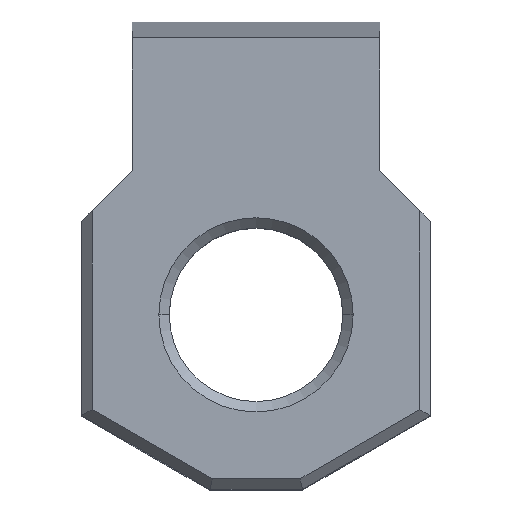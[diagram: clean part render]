
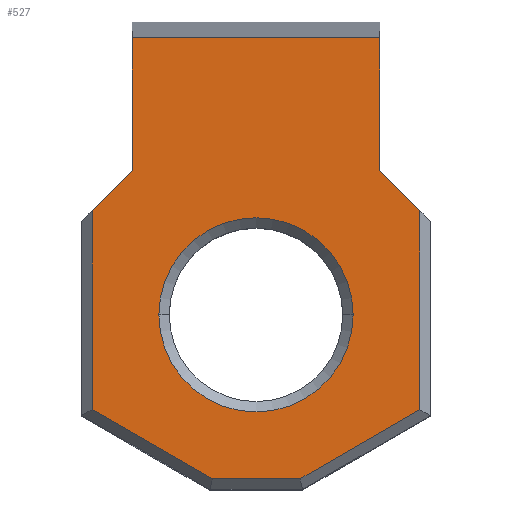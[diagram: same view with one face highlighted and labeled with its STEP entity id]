
A CAD part, top view. The second image highlights one B-rep face of the part: STEP entity #527.
In plain terms, the highlighted planar face has unit normal (0, 0, 1).
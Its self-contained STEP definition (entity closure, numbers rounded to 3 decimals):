
#6 = VERTEX_POINT ( 'NONE', #66 ) ;
#17 = ORIENTED_EDGE ( 'NONE', *, *, #155, .T. ) ;
#23 = DIRECTION ( 'NONE',  ( -1., 0., 0. ) ) ;
#27 = CARTESIAN_POINT ( 'NONE',  ( 0., 13.028, 9. ) ) ;
#29 = LINE ( 'NONE', #27, #115 ) ;
#40 = CIRCLE ( 'NONE', #805, 2.8 ) ;
#45 = ORIENTED_EDGE ( 'NONE', *, *, #575, .T. ) ;
#51 = ORIENTED_EDGE ( 'NONE', *, *, #816, .F. ) ;
#66 = CARTESIAN_POINT ( 'NONE',  ( -2.8, 5.04, 9. ) ) ;
#79 = EDGE_CURVE ( 'NONE', #607, #173, #351, .T. ) ;
#84 = DIRECTION ( 'NONE',  ( 0., -1., 0. ) ) ;
#87 = CARTESIAN_POINT ( 'NONE',  ( 3.565, 0., 9. ) ) ;
#93 = LINE ( 'NONE', #87, #533 ) ;
#95 = VERTEX_POINT ( 'NONE', #264 ) ;
#115 = VECTOR ( 'NONE', #23, 1000. ) ;
#119 = CARTESIAN_POINT ( 'NONE',  ( -3.564, 13.028, 9. ) ) ;
#132 = EDGE_CURVE ( 'NONE', #967, #6, #585, .T. ) ;
#135 = EDGE_CURVE ( 'NONE', #387, #584, #209, .T. ) ;
#141 = DIRECTION ( 'NONE',  ( 0., -1., 0. ) ) ;
#143 = CARTESIAN_POINT ( 'NONE',  ( -4.725, 0., 9. ) ) ;
#150 = LINE ( 'NONE', #143, #841 ) ;
#155 = EDGE_CURVE ( 'NONE', #601, #786, #150, .T. ) ;
#173 = VERTEX_POINT ( 'NONE', #119 ) ;
#200 = DIRECTION ( 'NONE',  ( 0.866, 0.5, 0. ) ) ;
#206 = CARTESIAN_POINT ( 'NONE',  ( 4.874, 2.392, 9. ) ) ;
#209 = LINE ( 'NONE', #206, #424 ) ;
#213 = DIRECTION ( 'NONE',  ( 1., 0., 0. ) ) ;
#215 = DIRECTION ( 'NONE',  ( 0., 0., -1. ) ) ;
#223 = CARTESIAN_POINT ( 'NONE',  ( 0., 5.04, 9. ) ) ;
#232 = ORIENTED_EDGE ( 'NONE', *, *, #132, .T. ) ;
#249 = VECTOR ( 'NONE', #484, 1000. ) ;
#264 = CARTESIAN_POINT ( 'NONE',  ( -1.257, 0.31, 9. ) ) ;
#302 = CARTESIAN_POINT ( 'NONE',  ( -4.725, 8.04, 9. ) ) ;
#306 = CARTESIAN_POINT ( 'NONE',  ( -3.564, 9.2, 9. ) ) ;
#315 = CARTESIAN_POINT ( 'NONE',  ( 4.725, 8.04, 9. ) ) ;
#336 = DIRECTION ( 'NONE',  ( 0., 1., 0. ) ) ;
#343 = CARTESIAN_POINT ( 'NONE',  ( -3.564, 0., 9. ) ) ;
#344 = ORIENTED_EDGE ( 'NONE', *, *, #79, .F. ) ;
#351 = LINE ( 'NONE', #343, #703 ) ;
#356 = VERTEX_POINT ( 'NONE', #850 ) ;
#387 = VERTEX_POINT ( 'NONE', #961 ) ;
#395 = CARTESIAN_POINT ( 'NONE',  ( 4.725, 2.306, 9. ) ) ;
#407 = LINE ( 'NONE', #482, #249 ) ;
#424 = VECTOR ( 'NONE', #200, 1000. ) ;
#431 = EDGE_CURVE ( 'NONE', #95, #387, #1068, .T. ) ;
#438 = EDGE_CURVE ( 'NONE', #6, #967, #40, .T. ) ;
#482 = CARTESIAN_POINT ( 'NONE',  ( 6.382, 6.382, 9. ) ) ;
#484 = DIRECTION ( 'NONE',  ( -0.707, 0.707, 0. ) ) ;
#498 = DIRECTION ( 'NONE',  ( 1., 0., 0. ) ) ;
#506 = EDGE_CURVE ( 'NONE', #584, #624, #919, .T. ) ;
#527 = ADVANCED_FACE ( 'NONE', ( #1260, #1126 ), #1300, .T. ) ;
#533 = VECTOR ( 'NONE', #84, 1000. ) ;
#540 = ORIENTED_EDGE ( 'NONE', *, *, #709, .F. ) ;
#575 = EDGE_CURVE ( 'NONE', #624, #854, #407, .T. ) ;
#584 = VERTEX_POINT ( 'NONE', #395 ) ;
#585 = CIRCLE ( 'NONE', #1174, 2.8 ) ;
#600 = DIRECTION ( 'NONE',  ( 0., 1., 0. ) ) ;
#601 = VERTEX_POINT ( 'NONE', #302 ) ;
#607 = VERTEX_POINT ( 'NONE', #306 ) ;
#613 = VECTOR ( 'NONE', #1100, 1000. ) ;
#617 = ORIENTED_EDGE ( 'NONE', *, *, #506, .T. ) ;
#624 = VERTEX_POINT ( 'NONE', #315 ) ;
#703 = VECTOR ( 'NONE', #336, 1000. ) ;
#709 = EDGE_CURVE ( 'NONE', #356, #854, #93, .T. ) ;
#731 = EDGE_CURVE ( 'NONE', #356, #173, #29, .T. ) ;
#736 = VECTOR ( 'NONE', #600, 1000. ) ;
#737 = ORIENTED_EDGE ( 'NONE', *, *, #858, .T. ) ;
#744 = ORIENTED_EDGE ( 'NONE', *, *, #135, .T. ) ;
#766 = CARTESIAN_POINT ( 'NONE',  ( 2.8, 5.04, 9. ) ) ;
#786 = VERTEX_POINT ( 'NONE', #1233 ) ;
#805 = AXIS2_PLACEMENT_3D ( 'NONE', #1101, #1104, #1105 ) ;
#816 = EDGE_CURVE ( 'NONE', #601, #607, #1194, .T. ) ;
#825 = VECTOR ( 'NONE', #1185, 1000. ) ;
#841 = VECTOR ( 'NONE', #141, 1000. ) ;
#850 = CARTESIAN_POINT ( 'NONE',  ( 3.565, 13.028, 9. ) ) ;
#854 = VERTEX_POINT ( 'NONE', #1136 ) ;
#858 = EDGE_CURVE ( 'NONE', #786, #95, #1134, .T. ) ;
#911 = CARTESIAN_POINT ( 'NONE',  ( 4.725, 7.74, 9. ) ) ;
#912 = AXIS2_PLACEMENT_3D ( 'NONE', #1280, #1244, #498 ) ;
#919 = LINE ( 'NONE', #911, #736 ) ;
#925 = ORIENTED_EDGE ( 'NONE', *, *, #731, .T. ) ;
#947 = ORIENTED_EDGE ( 'NONE', *, *, #438, .T. ) ;
#949 = ORIENTED_EDGE ( 'NONE', *, *, #431, .T. ) ;
#961 = CARTESIAN_POINT ( 'NONE',  ( 1.267, 0.31, 9. ) ) ;
#967 = VERTEX_POINT ( 'NONE', #766 ) ;
#974 = EDGE_LOOP ( 'NONE', ( #744, #617, #45, #540, #925, #344, #51, #17, #737, #949 ) ) ;
#1068 = LINE ( 'NONE', #1097, #613 ) ;
#1097 = CARTESIAN_POINT ( 'NONE',  ( 1.348, 0.31, 9. ) ) ;
#1100 = DIRECTION ( 'NONE',  ( 1., 0., 0. ) ) ;
#1101 = CARTESIAN_POINT ( 'NONE',  ( 0., 5.04, 9. ) ) ;
#1104 = DIRECTION ( 'NONE',  ( 0., 0., -1. ) ) ;
#1105 = DIRECTION ( 'NONE',  ( 1., 0., 0. ) ) ;
#1116 = DIRECTION ( 'NONE',  ( 0.866, -0.5, 0. ) ) ;
#1119 = CARTESIAN_POINT ( 'NONE',  ( -1.185, 0.269, 9. ) ) ;
#1126 = FACE_OUTER_BOUND ( 'NONE', #974, .T. ) ;
#1134 = LINE ( 'NONE', #1119, #1160 ) ;
#1136 = CARTESIAN_POINT ( 'NONE',  ( 3.565, 9.2, 9. ) ) ;
#1160 = VECTOR ( 'NONE', #1116, 1000. ) ;
#1174 = AXIS2_PLACEMENT_3D ( 'NONE', #223, #215, #213 ) ;
#1185 = DIRECTION ( 'NONE',  ( 0.707, 0.707, 0. ) ) ;
#1193 = CARTESIAN_POINT ( 'NONE',  ( -6.382, 6.382, 9. ) ) ;
#1194 = LINE ( 'NONE', #1193, #825 ) ;
#1218 = EDGE_LOOP ( 'NONE', ( #232, #947 ) ) ;
#1233 = CARTESIAN_POINT ( 'NONE',  ( -4.725, 2.312, 9. ) ) ;
#1244 = DIRECTION ( 'NONE',  ( 0., 0., 1. ) ) ;
#1260 = FACE_BOUND ( 'NONE', #1218, .T. ) ;
#1280 = CARTESIAN_POINT ( 'NONE',  ( 0., 0., 9. ) ) ;
#1300 = PLANE ( 'NONE',  #912 ) ;
